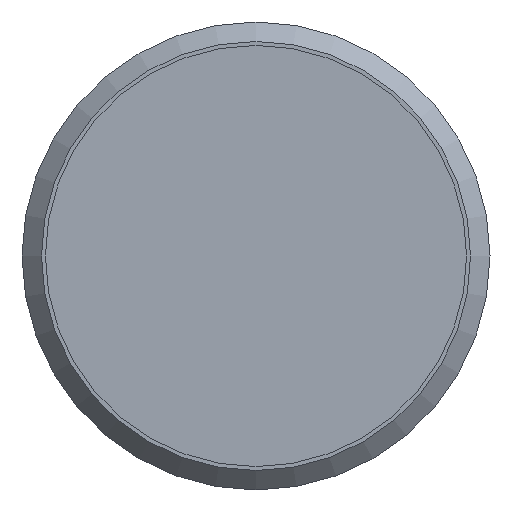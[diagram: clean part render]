
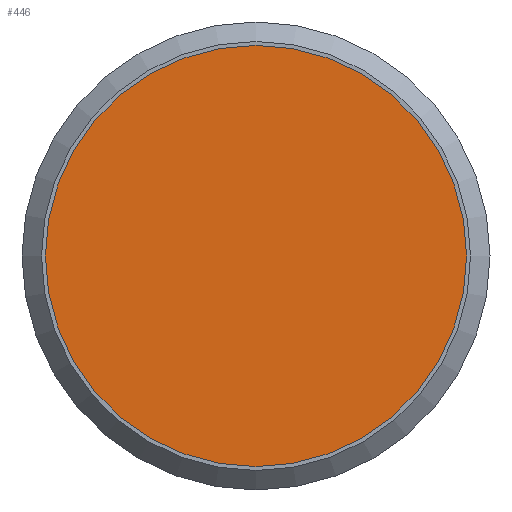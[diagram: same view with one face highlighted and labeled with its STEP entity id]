
A CAD part, front view. The second image highlights one B-rep face of the part: STEP entity #446.
In plain terms, the highlighted planar face has unit normal (0, -1, 0).
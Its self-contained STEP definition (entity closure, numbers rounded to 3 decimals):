
#35=PLANE('',#524);
#61=FACE_OUTER_BOUND('',#92,.T.);
#92=EDGE_LOOP('',(#384));
#124=CIRCLE('',#523,5.4);
#210=VERTEX_POINT('',#858);
#267=EDGE_CURVE('',#210,#210,#124,.T.);
#384=ORIENTED_EDGE('',*,*,#267,.T.);
#446=ADVANCED_FACE('',(#61),#35,.T.);
#523=AXIS2_PLACEMENT_3D('',#859,#659,#660);
#524=AXIS2_PLACEMENT_3D('',#861,#662,#663);
#659=DIRECTION('center_axis',(0.,-1.,0.));
#660=DIRECTION('ref_axis',(1.,0.,0.));
#662=DIRECTION('center_axis',(0.,-1.,0.));
#663=DIRECTION('ref_axis',(0.,0.,-1.));
#858=CARTESIAN_POINT('',(-5.4,0.,0.));
#859=CARTESIAN_POINT('Origin',(0.,0.,
0.));
#861=CARTESIAN_POINT('Origin',(2.7,0.,0.));
